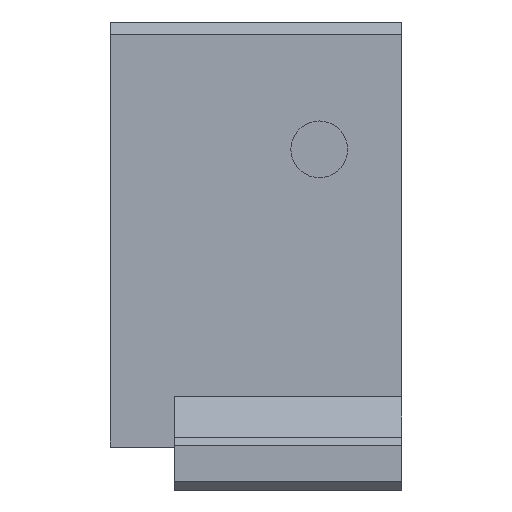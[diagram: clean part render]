
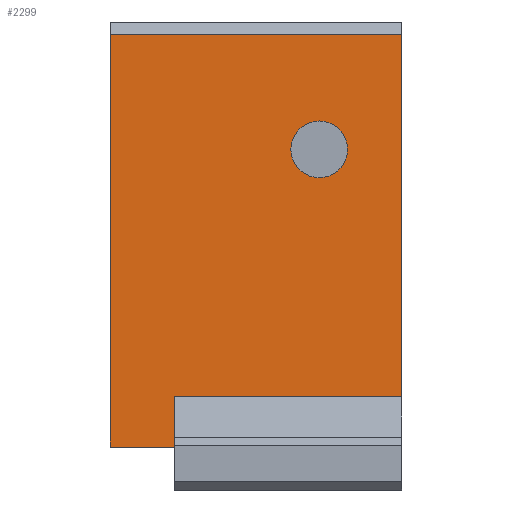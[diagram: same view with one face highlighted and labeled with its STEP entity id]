
A CAD part, front view. The second image highlights one B-rep face of the part: STEP entity #2299.
In plain terms, the highlighted planar face has unit normal (0, -1, 0).
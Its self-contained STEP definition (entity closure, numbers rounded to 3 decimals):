
#18 = FACE_BOUND ( 'NONE', #3556, .T. ) ;
#225 = VERTEX_POINT ( 'NONE', #5884 ) ;
#390 = EDGE_CURVE ( 'NONE', #3406, #2669, #2064, .T. ) ;
#523 = VECTOR ( 'NONE', #5837, 1000. ) ;
#535 = CARTESIAN_POINT ( 'NONE',  ( 25.8, 0., 36.7 ) ) ;
#537 = LINE ( 'NONE', #563, #3453 ) ;
#563 = CARTESIAN_POINT ( 'NONE',  ( 36., 0., 6.2 ) ) ;
#579 = ORIENTED_EDGE ( 'NONE', *, *, #390, .T. ) ;
#586 = DIRECTION ( 'NONE',  ( 0., 0., -1. ) ) ;
#716 = DIRECTION ( 'NONE',  ( 1., 0., 0. ) ) ;
#981 = EDGE_LOOP ( 'NONE', ( #1327, #4783, #5033, #1411, #579, #2454 ) ) ;
#1083 = EDGE_CURVE ( 'NONE', #5624, #3738, #1478, .T. ) ;
#1183 = CIRCLE ( 'NONE', #2958, 3.5 ) ;
#1327 = ORIENTED_EDGE ( 'NONE', *, *, #2665, .T. ) ;
#1411 = ORIENTED_EDGE ( 'NONE', *, *, #3780, .T. ) ;
#1439 = DIRECTION ( 'NONE',  ( -1., 0., 0. ) ) ;
#1461 = DIRECTION ( 'NONE',  ( -1., 0., 0. ) ) ;
#1478 = CIRCLE ( 'NONE', #2275, 3.5 ) ;
#1539 = VECTOR ( 'NONE', #2988, 1000. ) ;
#1844 = VERTEX_POINT ( 'NONE', #2277 ) ;
#1854 = EDGE_CURVE ( 'NONE', #3738, #5624, #1183, .T. ) ;
#1858 = FACE_OUTER_BOUND ( 'NONE', #981, .T. ) ;
#1930 = LINE ( 'NONE', #5657, #3849 ) ;
#1987 = DIRECTION ( 'NONE',  ( 0., -1., 0. ) ) ;
#2049 = LINE ( 'NONE', #4428, #4636 ) ;
#2064 = LINE ( 'NONE', #3472, #1539 ) ;
#2275 = AXIS2_PLACEMENT_3D ( 'NONE', #535, #1987, #3393 ) ;
#2277 = CARTESIAN_POINT ( 'NONE',  ( 8., 0., 6.2 ) ) ;
#2299 = ADVANCED_FACE ( 'NONE', ( #18, #1858 ), #5598, .F. ) ;
#2454 = ORIENTED_EDGE ( 'NONE', *, *, #4281, .T. ) ;
#2495 = ORIENTED_EDGE ( 'NONE', *, *, #1083, .F. ) ;
#2542 = CARTESIAN_POINT ( 'NONE',  ( 0., 0., 0. ) ) ;
#2573 = LINE ( 'NONE', #3973, #523 ) ;
#2665 = EDGE_CURVE ( 'NONE', #2992, #1844, #2573, .T. ) ;
#2669 = VERTEX_POINT ( 'NONE', #2542 ) ;
#2914 = DIRECTION ( 'NONE',  ( 1., 0., 0. ) ) ;
#2946 = CARTESIAN_POINT ( 'NONE',  ( 0., 0., 50.9 ) ) ;
#2958 = AXIS2_PLACEMENT_3D ( 'NONE', #4172, #3289, #5640 ) ;
#2988 = DIRECTION ( 'NONE',  ( 0., 0., -1. ) ) ;
#2992 = VERTEX_POINT ( 'NONE', #5192 ) ;
#3124 = ORIENTED_EDGE ( 'NONE', *, *, #1854, .F. ) ;
#3184 = VERTEX_POINT ( 'NONE', #3481 ) ;
#3289 = DIRECTION ( 'NONE',  ( 0., -1., 0. ) ) ;
#3393 = DIRECTION ( 'NONE',  ( 1., 0., 0. ) ) ;
#3406 = VERTEX_POINT ( 'NONE', #5185 ) ;
#3453 = VECTOR ( 'NONE', #2914, 1000. ) ;
#3472 = CARTESIAN_POINT ( 'NONE',  ( 0., 0., 1.2 ) ) ;
#3481 = CARTESIAN_POINT ( 'NONE',  ( 36., 0., 50.9 ) ) ;
#3556 = EDGE_LOOP ( 'NONE', ( #3124, #2495 ) ) ;
#3738 = VERTEX_POINT ( 'NONE', #5204 ) ;
#3780 = EDGE_CURVE ( 'NONE', #3184, #3406, #5264, .T. ) ;
#3849 = VECTOR ( 'NONE', #586, 1000. ) ;
#3973 = CARTESIAN_POINT ( 'NONE',  ( 8., 0., 1.2 ) ) ;
#4123 = EDGE_CURVE ( 'NONE', #1844, #225, #537, .T. ) ;
#4136 = EDGE_CURVE ( 'NONE', #3184, #225, #1930, .T. ) ;
#4172 = CARTESIAN_POINT ( 'NONE',  ( 25.8, 0., 36.7 ) ) ;
#4222 = DIRECTION ( 'NONE',  ( 0., 1., 0. ) ) ;
#4281 = EDGE_CURVE ( 'NONE', #2669, #2992, #2049, .T. ) ;
#4330 = AXIS2_PLACEMENT_3D ( 'NONE', #5662, #4222, #1461 ) ;
#4428 = CARTESIAN_POINT ( 'NONE',  ( 36., 0., 0. ) ) ;
#4636 = VECTOR ( 'NONE', #716, 1000. ) ;
#4783 = ORIENTED_EDGE ( 'NONE', *, *, #4123, .T. ) ;
#5033 = ORIENTED_EDGE ( 'NONE', *, *, #4136, .F. ) ;
#5092 = CARTESIAN_POINT ( 'NONE',  ( 22.3, 0., 36.7 ) ) ;
#5185 = CARTESIAN_POINT ( 'NONE',  ( 0., 0., 50.9 ) ) ;
#5192 = CARTESIAN_POINT ( 'NONE',  ( 8., 0., 0. ) ) ;
#5204 = CARTESIAN_POINT ( 'NONE',  ( 29.3, 0., 36.7 ) ) ;
#5264 = LINE ( 'NONE', #2946, #5795 ) ;
#5598 = PLANE ( 'NONE',  #4330 ) ;
#5624 = VERTEX_POINT ( 'NONE', #5092 ) ;
#5640 = DIRECTION ( 'NONE',  ( 1., 0., 0. ) ) ;
#5657 = CARTESIAN_POINT ( 'NONE',  ( 36., 0., 1.2 ) ) ;
#5662 = CARTESIAN_POINT ( 'NONE',  ( 36., 0., 1.2 ) ) ;
#5795 = VECTOR ( 'NONE', #1439, 1000. ) ;
#5837 = DIRECTION ( 'NONE',  ( 0., 0., 1. ) ) ;
#5884 = CARTESIAN_POINT ( 'NONE',  ( 36., 0., 6.2 ) ) ;
